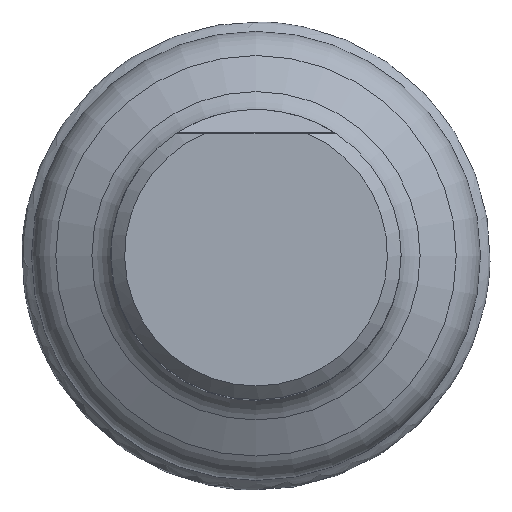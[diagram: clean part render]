
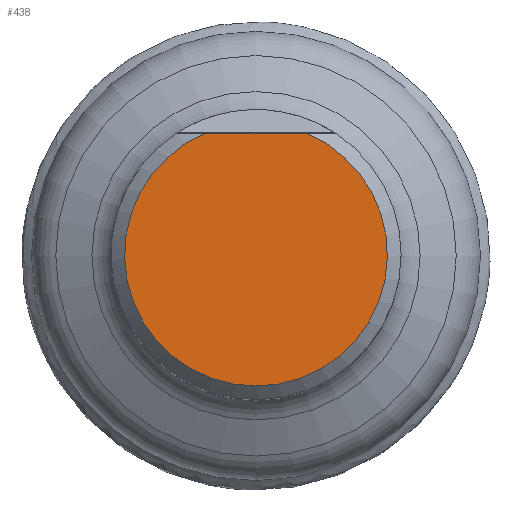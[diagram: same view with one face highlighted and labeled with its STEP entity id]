
A CAD part, top view. The second image highlights one B-rep face of the part: STEP entity #438.
In plain terms, the highlighted planar face has unit normal (0, 0, 1).
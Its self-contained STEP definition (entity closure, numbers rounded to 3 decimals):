
#86=LINE('',#6277,#98);
#98=VECTOR('',#825,1.);
#150=PLANE('',#687);
#158=FACE_OUTER_BOUND('',#217,.T.);
#217=EDGE_LOOP('',(#289,#290));
#289=ORIENTED_EDGE('',*,*,#365,.F.);
#290=ORIENTED_EDGE('',*,*,#366,.T.);
#365=EDGE_CURVE('',#538,#539,#86,.T.);
#366=EDGE_CURVE('',#538,#539,#399,.T.);
#399=CIRCLE('',#686,14.371);
#438=ADVANCED_FACE('',(#158),#150,.T.);
#538=VERTEX_POINT('',#6278);
#539=VERTEX_POINT('',#6279);
#686=AXIS2_PLACEMENT_3D('',#6280,#826,#827);
#687=AXIS2_PLACEMENT_3D('',#6281,#828,#829);
#825=DIRECTION('',(1.,0.,0.));
#826=DIRECTION('',(0.,0.,1.));
#827=DIRECTION('',(1.,0.,0.));
#828=DIRECTION('',(0.,0.,1.));
#829=DIRECTION('',(1.,0.,0.));
#6277=CARTESIAN_POINT('',(0.,13.289,0.));
#6278=CARTESIAN_POINT('',(-5.471,13.289,0.));
#6279=CARTESIAN_POINT('',(5.471,13.289,0.));
#6280=CARTESIAN_POINT('',(0.,0.,0.));
#6281=CARTESIAN_POINT('',(0.,0.,0.));
